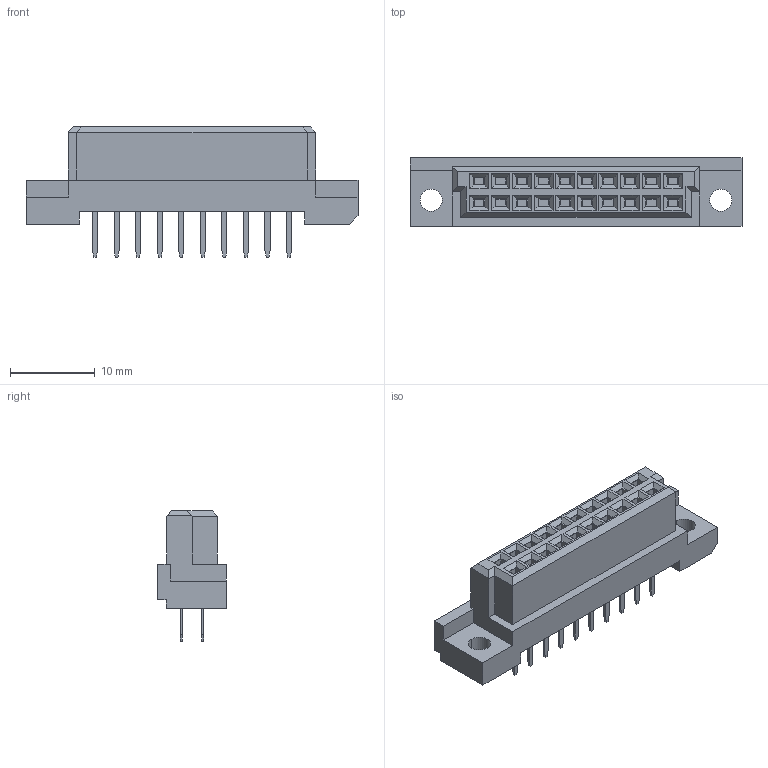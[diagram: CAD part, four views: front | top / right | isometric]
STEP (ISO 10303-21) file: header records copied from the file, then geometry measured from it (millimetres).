
FILE_DESCRIPTION(('CoCreate Modeling STEP Export'),'2;1');
FILE_NAME('PCN13-20S-2.54DSA.stp','2013-04-08T14:01:56',(''),(''),'CoCreate Modeling STEP processor for AP214 (Solid Model)','CoCreate Modeling 17.0 01-Apr-2010 (C) Parametric Technology GmbH','');
FILE_SCHEMA(('AUTOMOTIVE_DESIGN { 1 0 10303 214 1 1 1 1 }'));
Length unit declared in the file: millimetre
Products named in the file (1): PCN13-20S-2.54DSA
Bounding box: 39.12 x 8.1 x 15.4 mm (x, y, z)
Volume: 1946.8 mm3; surface area: 2411.7 mm2
Topology: 1 solids, 1 shells, 385 faces, 962 edges, 639 vertices
Faces by surface type: plane 381, cylinder 4
Entity records: 11220 total; most frequent: CARTESIAN_POINT 1979, ORIENTED_EDGE 1924, DIRECTION 1728, EDGE_CURVE 962, VECTOR 952, LINE 952, VERTEX_POINT 639, EDGE_LOOP 449
